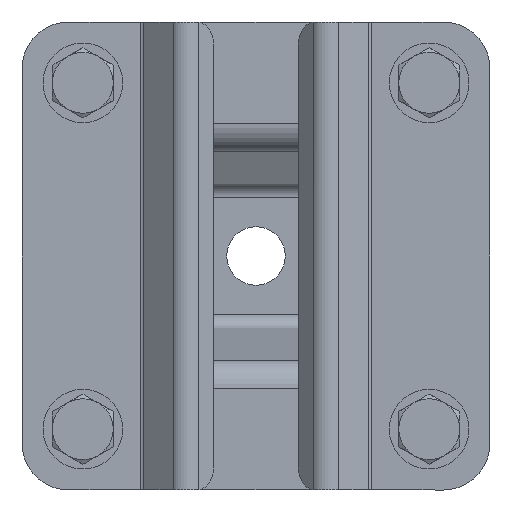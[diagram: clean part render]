
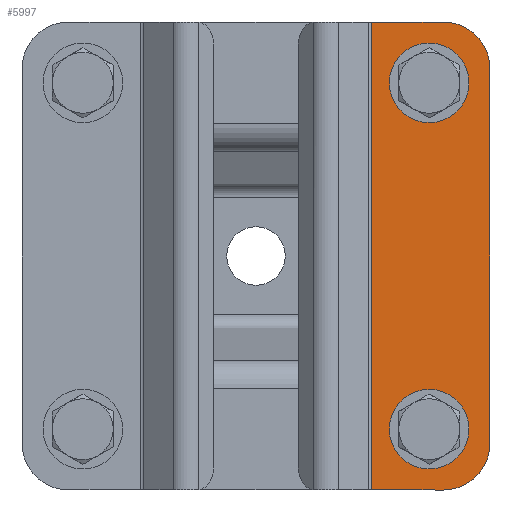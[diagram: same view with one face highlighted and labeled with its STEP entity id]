
A CAD part, front view. The second image highlights one B-rep face of the part: STEP entity #5997.
In plain terms, the highlighted planar face has unit normal (0, -1, 0).
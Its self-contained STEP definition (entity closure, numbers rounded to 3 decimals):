
#170 = FACE_BOUND ( 'NONE', #15901, .T. ) ;
#216 = CARTESIAN_POINT ( 'NONE',  ( -37., 0., 12.75 ) ) ;
#219 = CARTESIAN_POINT ( 'NONE',  ( 37., 0., 8.25 ) ) ;
#362 = FACE_OUTER_BOUND ( 'NONE', #7069, .T. ) ;
#561 = CARTESIAN_POINT ( 'NONE',  ( 40., 0., 11.25 ) ) ;
#643 = CARTESIAN_POINT ( 'NONE',  ( 50., 0., 21.25 ) ) ;
#700 = DIRECTION ( 'NONE',  ( -1., 0., 0. ) ) ;
#919 = CARTESIAN_POINT ( 'NONE',  ( -37., 0., 8.25 ) ) ;
#962 = DIRECTION ( 'NONE',  ( 0., 0., 1. ) ) ;
#1156 = AXIS2_PLACEMENT_3D ( 'NONE', #3039, #5657, #11728 ) ;
#1303 = DIRECTION ( 'NONE',  ( 0., 0., 1. ) ) ;
#1519 = CIRCLE ( 'NONE', #13511, 4.5 ) ;
#1525 = DIRECTION ( 'NONE',  ( 0., 0., 1. ) ) ;
#1564 = LINE ( 'NONE', #7133, #14402 ) ;
#1709 = CIRCLE ( 'NONE', #1156, 10. ) ;
#1858 = EDGE_CURVE ( 'NONE', #9961, #2181, #7819, .T. ) ;
#1933 = VERTEX_POINT ( 'NONE', #9534 ) ;
#2181 = VERTEX_POINT ( 'NONE', #216 ) ;
#2707 = CARTESIAN_POINT ( 'NONE',  ( -50., 0., 21.25 ) ) ;
#3039 = CARTESIAN_POINT ( 'NONE',  ( -40., 0., 11.25 ) ) ;
#3046 = DIRECTION ( 'NONE',  ( 0., 1., 0. ) ) ;
#3065 = DIRECTION ( 'NONE',  ( 0., -1., 0. ) ) ;
#3825 = VERTEX_POINT ( 'NONE', #4253 ) ;
#3990 = EDGE_CURVE ( 'NONE', #3825, #1933, #4893, .T. ) ;
#4253 = CARTESIAN_POINT ( 'NONE',  ( 50., 0., -4.066 ) ) ;
#4296 = VECTOR ( 'NONE', #700, 1000. ) ;
#4349 = DIRECTION ( 'NONE',  ( 0., 0., 1. ) ) ;
#4582 = EDGE_CURVE ( 'NONE', #1933, #15037, #1564, .T. ) ;
#4611 = CARTESIAN_POINT ( 'NONE',  ( 40., 0., 21.25 ) ) ;
#4652 = LINE ( 'NONE', #2707, #10882 ) ;
#4666 = CARTESIAN_POINT ( 'NONE',  ( 50., 0., 11.25 ) ) ;
#4788 = ORIENTED_EDGE ( 'NONE', *, *, #4582, .F. ) ;
#4893 = LINE ( 'NONE', #13004, #4296 ) ;
#5011 = CARTESIAN_POINT ( 'NONE',  ( 37., 0., 3.75 ) ) ;
#5125 = VERTEX_POINT ( 'NONE', #5011 ) ;
#5260 = DIRECTION ( 'NONE',  ( 0., 0., 1. ) ) ;
#5572 = ORIENTED_EDGE ( 'NONE', *, *, #11602, .T. ) ;
#5583 = ORIENTED_EDGE ( 'NONE', *, *, #10192, .F. ) ;
#5637 = AXIS2_PLACEMENT_3D ( 'NONE', #7188, #8592, #962 ) ;
#5657 = DIRECTION ( 'NONE',  ( 0., -1., 0. ) ) ;
#5746 = EDGE_CURVE ( 'NONE', #15121, #14977, #10482, .T. ) ;
#5792 = CIRCLE ( 'NONE', #5637, 4.5 ) ;
#5997 = ADVANCED_FACE ( 'NONE', ( #362, #14775, #170 ), #6822, .F. ) ;
#6751 = VECTOR ( 'NONE', #11166, 1000. ) ;
#6822 = PLANE ( 'NONE',  #7657 ) ;
#6992 = DIRECTION ( 'NONE',  ( 0., 1., 0. ) ) ;
#7069 = EDGE_LOOP ( 'NONE', ( #13233, #11588, #7620, #5583, #11540, #4788 ) ) ;
#7133 = CARTESIAN_POINT ( 'NONE',  ( -50., 0., -21.25 ) ) ;
#7188 = CARTESIAN_POINT ( 'NONE',  ( 37., 0., 8.25 ) ) ;
#7330 = ORIENTED_EDGE ( 'NONE', *, *, #11222, .T. ) ;
#7372 = DIRECTION ( 'NONE',  ( 0., 1., 0. ) ) ;
#7481 = CARTESIAN_POINT ( 'NONE',  ( -37., 0., 8.25 ) ) ;
#7620 = ORIENTED_EDGE ( 'NONE', *, *, #5746, .T. ) ;
#7657 = AXIS2_PLACEMENT_3D ( 'NONE', #643, #3046, #4349 ) ;
#7819 = CIRCLE ( 'NONE', #7879, 4.5 ) ;
#7879 = AXIS2_PLACEMENT_3D ( 'NONE', #919, #6992, #9476 ) ;
#8383 = DIRECTION ( 'NONE',  ( 0., 0., 1. ) ) ;
#8592 = DIRECTION ( 'NONE',  ( 0., 1., 0. ) ) ;
#9476 = DIRECTION ( 'NONE',  ( 0., 0., 1. ) ) ;
#9534 = CARTESIAN_POINT ( 'NONE',  ( -50., 0., -4.066 ) ) ;
#9876 = AXIS2_PLACEMENT_3D ( 'NONE', #219, #15074, #1525 ) ;
#9961 = VERTEX_POINT ( 'NONE', #12486 ) ;
#9992 = EDGE_LOOP ( 'NONE', ( #10997, #12584 ) ) ;
#10192 = EDGE_CURVE ( 'NONE', #15319, #14977, #4652, .T. ) ;
#10482 = CIRCLE ( 'NONE', #11781, 10. ) ;
#10525 = CARTESIAN_POINT ( 'NONE',  ( -40., 0., 21.25 ) ) ;
#10641 = CARTESIAN_POINT ( 'NONE',  ( -50., 0., 11.25 ) ) ;
#10882 = VECTOR ( 'NONE', #11174, 1000. ) ;
#10997 = ORIENTED_EDGE ( 'NONE', *, *, #11062, .T. ) ;
#11062 = EDGE_CURVE ( 'NONE', #2181, #9961, #1519, .T. ) ;
#11166 = DIRECTION ( 'NONE',  ( 0., 0., -1. ) ) ;
#11174 = DIRECTION ( 'NONE',  ( 1., 0., 0. ) ) ;
#11222 = EDGE_CURVE ( 'NONE', #14217, #5125, #13172, .T. ) ;
#11540 = ORIENTED_EDGE ( 'NONE', *, *, #12212, .T. ) ;
#11588 = ORIENTED_EDGE ( 'NONE', *, *, #13667, .F. ) ;
#11602 = EDGE_CURVE ( 'NONE', #5125, #14217, #5792, .T. ) ;
#11728 = DIRECTION ( 'NONE',  ( 0., 0., 1. ) ) ;
#11781 = AXIS2_PLACEMENT_3D ( 'NONE', #561, #3065, #5260 ) ;
#12212 = EDGE_CURVE ( 'NONE', #15319, #15037, #1709, .T. ) ;
#12486 = CARTESIAN_POINT ( 'NONE',  ( -37., 0., 3.75 ) ) ;
#12584 = ORIENTED_EDGE ( 'NONE', *, *, #1858, .T. ) ;
#13004 = CARTESIAN_POINT ( 'NONE',  ( 50., 0., -4.066 ) ) ;
#13172 = CIRCLE ( 'NONE', #9876, 4.5 ) ;
#13233 = ORIENTED_EDGE ( 'NONE', *, *, #3990, .F. ) ;
#13511 = AXIS2_PLACEMENT_3D ( 'NONE', #7481, #7372, #1303 ) ;
#13667 = EDGE_CURVE ( 'NONE', #15121, #3825, #13728, .T. ) ;
#13679 = CARTESIAN_POINT ( 'NONE',  ( 50., 0., -21.25 ) ) ;
#13728 = LINE ( 'NONE', #13679, #6751 ) ;
#14097 = CARTESIAN_POINT ( 'NONE',  ( 37., 0., 12.75 ) ) ;
#14217 = VERTEX_POINT ( 'NONE', #14097 ) ;
#14402 = VECTOR ( 'NONE', #8383, 1000. ) ;
#14775 = FACE_BOUND ( 'NONE', #9992, .T. ) ;
#14977 = VERTEX_POINT ( 'NONE', #4611 ) ;
#15037 = VERTEX_POINT ( 'NONE', #10641 ) ;
#15074 = DIRECTION ( 'NONE',  ( 0., 1., 0. ) ) ;
#15121 = VERTEX_POINT ( 'NONE', #4666 ) ;
#15319 = VERTEX_POINT ( 'NONE', #10525 ) ;
#15901 = EDGE_LOOP ( 'NONE', ( #7330, #5572 ) ) ;
